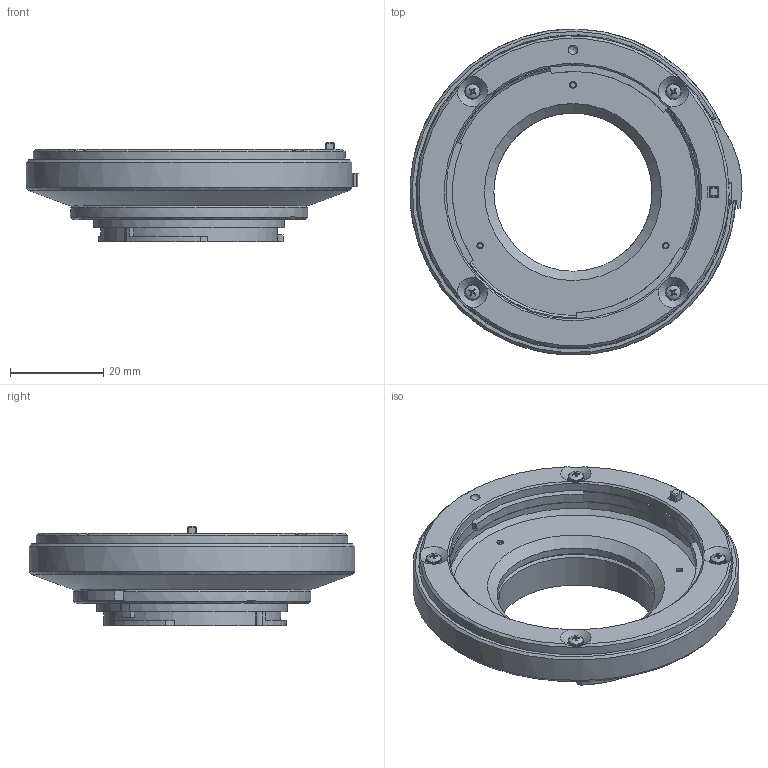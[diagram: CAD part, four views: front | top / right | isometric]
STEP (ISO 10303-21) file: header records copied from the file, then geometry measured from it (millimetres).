
FILE_DESCRIPTION(/* description */ (''),/* implementation_level */ '2;1');
FILE_NAME(/* name */ 'dumbBody_CEF_PENF_assembly',/* time_stamp */ '2023-12-11T20:47:36-05:00',/* author */ ('George Moua'),/* organization */ ('Archive 663'),/* preprocessor_version */ 'ST-DEVELOPER v16.7',/* originating_system */ 'Solid Edge',/* authorisation */ 'Unknown');
FILE_SCHEMA (('AUTOMOTIVE_DESIGN {1 0 10303 214 3 1 1}'));
Length unit declared in the file: millimetre
Products named in the file (8): dumbAdapter_PENF; mountLensBase_lensLock_PENF; M1.6_panHead_5mm; mountLensDumbBody_PENF; dumbBody_CEF_PENF; mountBodyBase_pinLock_canonEF; mountBodyBase_pin_canonEF; mountBodyBase_flange_canonEF
Assembly tree (14 placements, depth 2):
  dumbAdapter_PENF
    mountLensBase_lensLock_PENF
    M1.6_panHead_5mm  x8
    mountLensDumbBody_PENF
    dumbBody_CEF_PENF
    mountBodyBase_pinLock_canonEF
    mountBodyBase_pin_canonEF
    mountBodyBase_flange_canonEF
Bounding box: 71.26 x 69.96 x 21.35 mm (x, y, z)
Volume: 24219.8 mm3; surface area: 18621.8 mm2
Topology: 22 solids, 22 shells, 521 faces, 1352 edges, 885 vertices
Faces by surface type: plane 292, cylinder 133, cone 48, bspline 21, torus 16, sphere 11
Full cylindrical faces by diameter (mm): 1.4 x7, 1.5 x1, 1.8 x8, 3.203 x8, 34 x2, 51 x1, 54.5 x1, 55 x1, 67 x1
Entity records: 13999 total; most frequent: CARTESIAN_POINT 6569, DIRECTION 1516, ORIENTED_EDGE 1440, EDGE_CURVE 720, AXIS2_PLACEMENT_3D 570, VERTEX_POINT 491, EDGE_LOOP 383, FACE_BOUND 383
